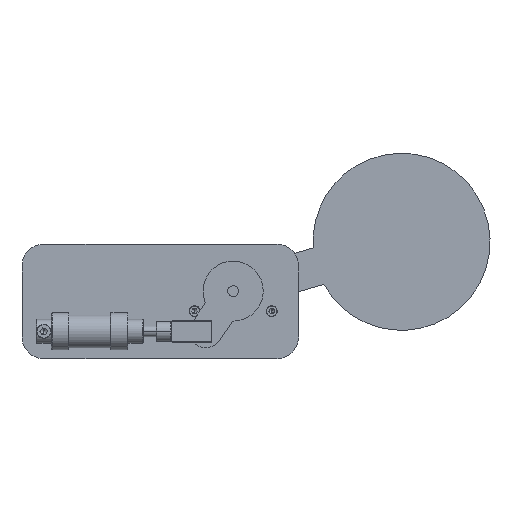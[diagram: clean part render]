
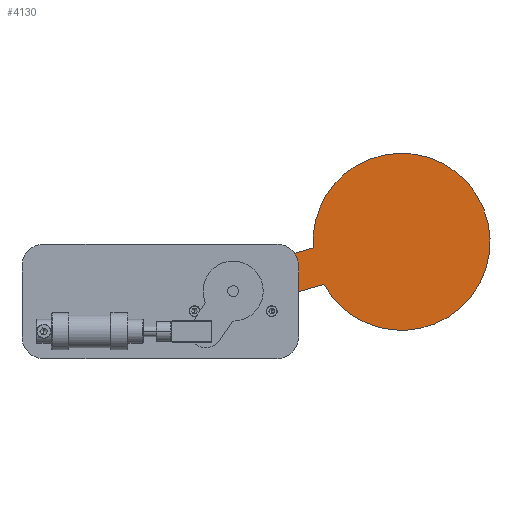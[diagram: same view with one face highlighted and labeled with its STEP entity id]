
A CAD part, left-side view. The second image highlights one B-rep face of the part: STEP entity #4130.
In plain terms, the highlighted planar face has unit normal (-1, 0, 0).
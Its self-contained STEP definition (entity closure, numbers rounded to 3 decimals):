
#37 = EDGE_CURVE ( 'NONE', #12169, #2944, #6264, .T. ) ;
#486 = ORIENTED_EDGE ( 'NONE', *, *, #7182, .F. ) ;
#489 = DIRECTION ( 'NONE',  ( 1., 0., 0. ) ) ;
#713 = AXIS2_PLACEMENT_3D ( 'NONE', #13395, #7118, #886 ) ;
#819 = CARTESIAN_POINT ( 'NONE',  ( -321.284, 356., 52.001 ) ) ;
#886 = DIRECTION ( 'NONE',  ( 0., 1., 0. ) ) ;
#985 = VERTEX_POINT ( 'NONE', #1840 ) ;
#1126 = CARTESIAN_POINT ( 'NONE',  ( -321.284, 363.86, -29.134 ) ) ;
#1333 = EDGE_CURVE ( 'NONE', #985, #7023, #9924, .T. ) ;
#1840 = CARTESIAN_POINT ( 'NONE',  ( -321.284, 387.755, -27.209 ) ) ;
#1944 = DIRECTION ( 'NONE',  ( 0., -0.096, 0.995 ) ) ;
#2944 = VERTEX_POINT ( 'NONE', #13384 ) ;
#3158 = CARTESIAN_POINT ( 'NONE',  ( -321.284, 365.778, 132.553 ) ) ;
#3777 = ORIENTED_EDGE ( 'NONE', *, *, #4553, .F. ) ;
#3869 = DIRECTION ( 'NONE',  ( 1., 0., 0. ) ) ;
#4130 = ADVANCED_FACE ( 'NONE', ( #12509, #4500 ), #11450, .F. ) ;
#4196 = AXIS2_PLACEMENT_3D ( 'NONE', #7821, #10476, #10138 ) ;
#4203 = DIRECTION ( 'NONE',  ( 0., 1., 0. ) ) ;
#4500 = FACE_BOUND ( 'NONE', #9042, .T. ) ;
#4553 = EDGE_CURVE ( 'NONE', #13431, #12169, #8886, .T. ) ;
#4565 = CARTESIAN_POINT ( 'NONE',  ( -321.284, 365.778, 132.553 ) ) ;
#4839 = VECTOR ( 'NONE', #1944, 1000. ) ;
#4878 = DIRECTION ( 'NONE',  ( 0., 1., 0. ) ) ;
#4911 = CIRCLE ( 'NONE', #8777, 17.5 ) ;
#4974 = AXIS2_PLACEMENT_3D ( 'NONE', #10668, #7172, #8243 ) ;
#5152 = VECTOR ( 'NONE', #8117, 1000. ) ;
#5286 = AXIS2_PLACEMENT_3D ( 'NONE', #4565, #11881, #5611 ) ;
#5534 = EDGE_LOOP ( 'NONE', ( #10671, #8861, #486, #8001, #3777, #8625 ) ) ;
#5611 = DIRECTION ( 'NONE',  ( 0., 1., 0. ) ) ;
#5847 = VERTEX_POINT ( 'NONE', #1126 ) ;
#5977 = CARTESIAN_POINT ( 'NONE',  ( -321.284, 356., 52.001 ) ) ;
#6145 = EDGE_CURVE ( 'NONE', #7023, #985, #12297, .T. ) ;
#6264 = CIRCLE ( 'NONE', #9780, 81.144 ) ;
#6739 = CARTESIAN_POINT ( 'NONE',  ( -321.284, 381.278, -27.447 ) ) ;
#7023 = VERTEX_POINT ( 'NONE', #12650 ) ;
#7118 = DIRECTION ( 'NONE',  ( 1., 0., 0. ) ) ;
#7172 = DIRECTION ( 'NONE',  ( 1., 0., 0. ) ) ;
#7182 = EDGE_CURVE ( 'NONE', #2944, #10951, #13240, .T. ) ;
#7229 = EDGE_CURVE ( 'NONE', #5847, #9948, #4911, .T. ) ;
#7789 = DIRECTION ( 'NONE',  ( 0., 1., 0. ) ) ;
#7821 = CARTESIAN_POINT ( 'NONE',  ( -321.284, 381.278, -27.447 ) ) ;
#8001 = ORIENTED_EDGE ( 'NONE', *, *, #37, .F. ) ;
#8071 = CARTESIAN_POINT ( 'NONE',  ( -321.284, 446.922, 132.553 ) ) ;
#8117 = DIRECTION ( 'NONE',  ( 0., 0.096, -0.995 ) ) ;
#8243 = DIRECTION ( 'NONE',  ( 0., 1., 0. ) ) ;
#8619 = CARTESIAN_POINT ( 'NONE',  ( -321.284, 398.697, -25.759 ) ) ;
#8625 = ORIENTED_EDGE ( 'NONE', *, *, #9817, .F. ) ;
#8777 = AXIS2_PLACEMENT_3D ( 'NONE', #6739, #489, #7789 ) ;
#8832 = AXIS2_PLACEMENT_3D ( 'NONE', #10120, #3869, #4878 ) ;
#8861 = ORIENTED_EDGE ( 'NONE', *, *, #10930, .F. ) ;
#8886 = CIRCLE ( 'NONE', #8832, 81.144 ) ;
#9042 = EDGE_LOOP ( 'NONE', ( #13049, #11874 ) ) ;
#9103 = CARTESIAN_POINT ( 'NONE',  ( -321.284, 390.837, 55.376 ) ) ;
#9256 = CARTESIAN_POINT ( 'NONE',  ( -321.284, 390.837, 55.376 ) ) ;
#9780 = AXIS2_PLACEMENT_3D ( 'NONE', #3158, #10464, #4203 ) ;
#9817 = EDGE_CURVE ( 'NONE', #9948, #13431, #10059, .T. ) ;
#9924 = CIRCLE ( 'NONE', #4974, 6.5 ) ;
#9948 = VERTEX_POINT ( 'NONE', #8619 ) ;
#10059 = LINE ( 'NONE', #9256, #4839 ) ;
#10120 = CARTESIAN_POINT ( 'NONE',  ( -321.284, 365.778, 132.553 ) ) ;
#10138 = DIRECTION ( 'NONE',  ( 0., 1., 0. ) ) ;
#10464 = DIRECTION ( 'NONE',  ( 1., 0., 0. ) ) ;
#10476 = DIRECTION ( 'NONE',  ( 1., 0., 0. ) ) ;
#10668 = CARTESIAN_POINT ( 'NONE',  ( -321.284, 381.255, -27.209 ) ) ;
#10671 = ORIENTED_EDGE ( 'NONE', *, *, #7229, .F. ) ;
#10710 = LINE ( 'NONE', #5977, #5152 ) ;
#10930 = EDGE_CURVE ( 'NONE', #10951, #5847, #10710, .T. ) ;
#10951 = VERTEX_POINT ( 'NONE', #819 ) ;
#11450 = PLANE ( 'NONE',  #4196 ) ;
#11874 = ORIENTED_EDGE ( 'NONE', *, *, #1333, .T. ) ;
#11881 = DIRECTION ( 'NONE',  ( 1., 0., 0. ) ) ;
#12169 = VERTEX_POINT ( 'NONE', #8071 ) ;
#12297 = CIRCLE ( 'NONE', #713, 6.5 ) ;
#12509 = FACE_OUTER_BOUND ( 'NONE', #5534, .T. ) ;
#12650 = CARTESIAN_POINT ( 'NONE',  ( -321.284, 374.755, -27.209 ) ) ;
#13049 = ORIENTED_EDGE ( 'NONE', *, *, #6145, .T. ) ;
#13240 = CIRCLE ( 'NONE', #5286, 81.144 ) ;
#13384 = CARTESIAN_POINT ( 'NONE',  ( -321.284, 284.634, 132.553 ) ) ;
#13395 = CARTESIAN_POINT ( 'NONE',  ( -321.284, 381.255, -27.209 ) ) ;
#13431 = VERTEX_POINT ( 'NONE', #9103 ) ;
